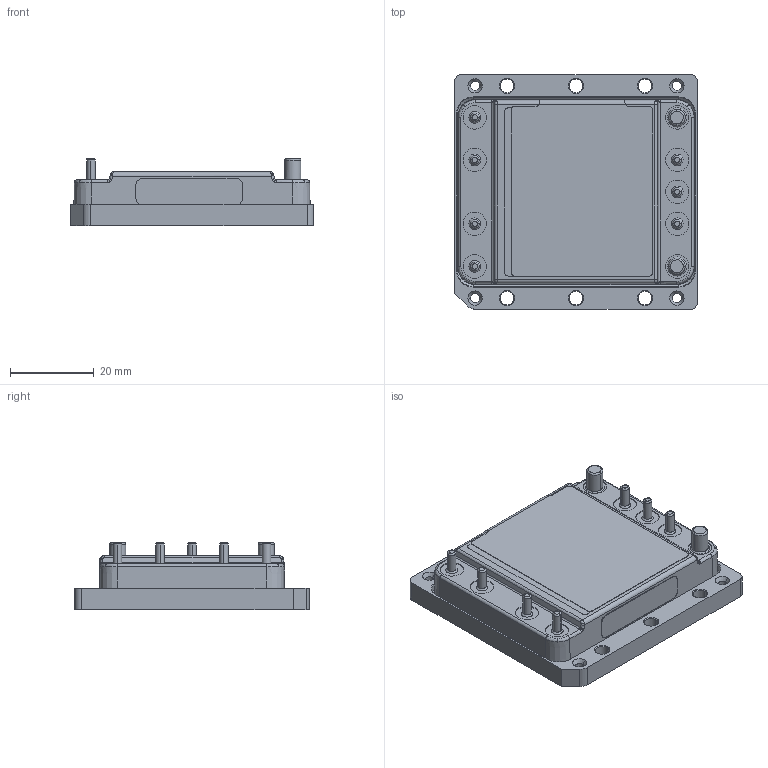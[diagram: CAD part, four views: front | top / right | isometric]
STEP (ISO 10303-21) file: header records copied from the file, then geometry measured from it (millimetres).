
FILE_DESCRIPTION (( 'STEP AP214' ), '1' );
FILE_NAME ('37206r1-VxxBxxxxxxBL3P.STEP', '2011-02-24T01:22:57', ( 'Vicor Employee' ), ( 'Vicor Corporation' ), 'SwSTEP 2.0', 'SolidWorks 2011', '' );
FILE_SCHEMA (( 'AUTOMOTIVE_DESIGN' ));
Length unit declared in the file: inch
Products named in the file (1): 37206r1-VxxBxxxxxxBL3P
Bounding box: 58.09 x 56.05 x 16.08 mm (x, y, z)
Volume: 10183.7 mm3; surface area: 18473.5 mm2
Topology: 1 solids, 1 shells, 776 faces, 2021 edges, 1268 vertices
Faces by surface type: plane 350, cylinder 204, bspline 120, cone 102
Entity records: 39850 total; most frequent: CARTESIAN_POINT 12266, ORIENTED_EDGE 4042, DIRECTION 3595, EDGE_CURVE 2021, VERTEX_POINT 1268, AXIS2_PLACEMENT_3D 1199, LINE 1197, VECTOR 1197
